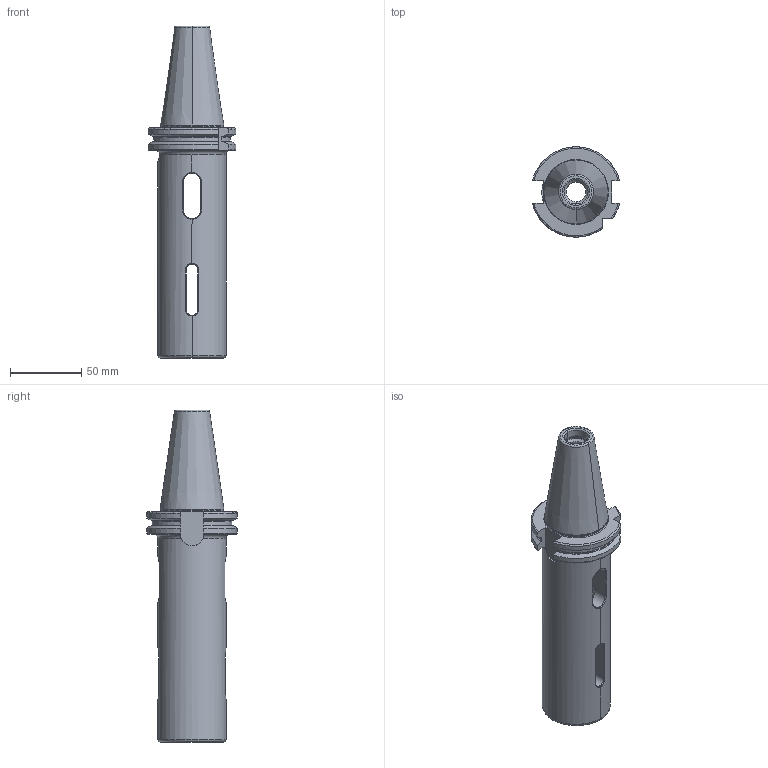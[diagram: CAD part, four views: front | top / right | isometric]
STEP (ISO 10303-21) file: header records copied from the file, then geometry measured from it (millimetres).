
FILE_DESCRIPTION((''),'2;1');
FILE_NAME('402_07_04_1','2020-09-25T',('104091'),(''),'CREO PARAMETRIC BY PTC INC, 2016260','CREO PARAMETRIC BY PTC INC, 2016260','');
FILE_SCHEMA(('CONFIG_CONTROL_DESIGN'));
Length unit declared in the file: millimetre
Products named in the file (1): 402_07_04_1
Bounding box: 61.48 x 63.54 x 233.4 mm (x, y, z)
Volume: 270516.3 mm3; surface area: 54341.9 mm2
Topology: 1 solids, 1 shells, 141 faces, 379 edges, 233 vertices
Faces by surface type: plane 40, torus 33, cylinder 32, cone 20, bspline 16
Entity records: 6228 total; most frequent: CARTESIAN_POINT 2815, ORIENTED_EDGE 754, DIRECTION 650, EDGE_CURVE 377, AXIS2_PLACEMENT_3D 248, VERTEX_POINT 233, VECTOR 154, LINE 154
